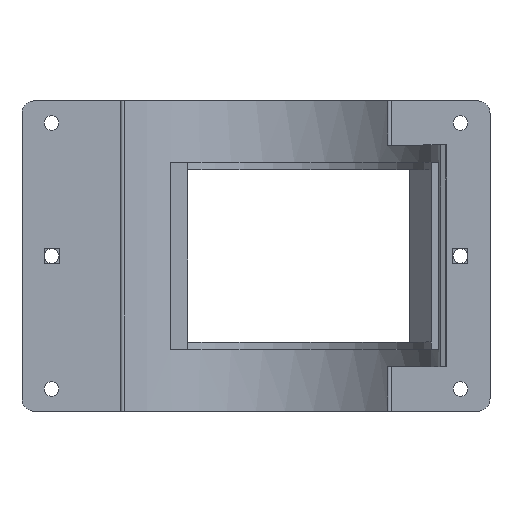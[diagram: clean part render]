
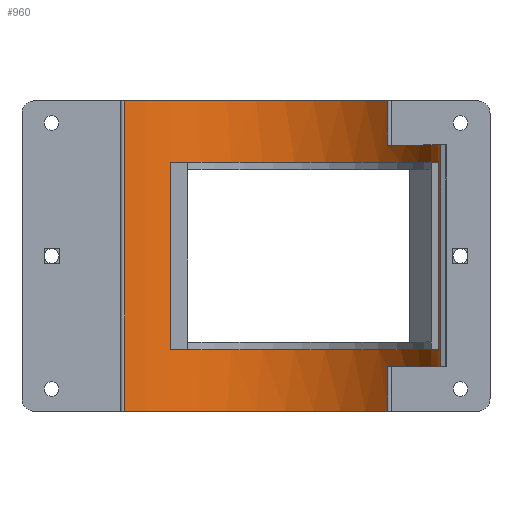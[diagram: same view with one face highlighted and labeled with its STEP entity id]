
A CAD part, top view. The second image highlights one B-rep face of the part: STEP entity #960.
In plain terms, the highlighted cylindrical face has radius 75.025 mm (diameter 150.05 mm), a partial arc.
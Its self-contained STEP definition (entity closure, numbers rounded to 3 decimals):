
#18=FACE_BOUND('',#126,.T.);
#70=FACE_OUTER_BOUND('',#125,.T.);
#125=EDGE_LOOP('',(#695,#696,#697,#698,#699,#700,#701,#702));
#126=EDGE_LOOP('',(#703,#704,#705,#706));
#202=LINE('',#1459,#302);
#209=LINE('',#1479,#309);
#210=LINE('',#1483,#310);
#211=LINE('',#1486,#311);
#212=LINE('',#1489,#312);
#213=LINE('',#1493,#313);
#302=VECTOR('',#1162,10.);
#309=VECTOR('',#1179,10.);
#310=VECTOR('',#1182,10.);
#311=VECTOR('',#1185,10.);
#312=VECTOR('',#1186,10.);
#313=VECTOR('',#1189,10.);
#393=CIRCLE('',#1040,75.025);
#395=CIRCLE('',#1043,75.025);
#396=CIRCLE('',#1044,75.025);
#397=CIRCLE('',#1045,75.025);
#398=CIRCLE('',#1046,75.025);
#399=CIRCLE('',#1047,75.025);
#445=VERTEX_POINT('',#1452);
#448=VERTEX_POINT('',#1457);
#449=VERTEX_POINT('',#1461);
#455=VERTEX_POINT('',#1476);
#456=VERTEX_POINT('',#1478);
#457=VERTEX_POINT('',#1480);
#458=VERTEX_POINT('',#1482);
#459=VERTEX_POINT('',#1484);
#460=VERTEX_POINT('',#1487);
#461=VERTEX_POINT('',#1488);
#462=VERTEX_POINT('',#1490);
#463=VERTEX_POINT('',#1492);
#542=EDGE_CURVE('',#448,#445,#202,.T.);
#543=EDGE_CURVE('',#445,#449,#393,.T.);
#551=EDGE_CURVE('',#448,#455,#395,.T.);
#552=EDGE_CURVE('',#455,#456,#209,.T.);
#553=EDGE_CURVE('',#457,#456,#396,.T.);
#554=EDGE_CURVE('',#458,#457,#210,.T.);
#555=EDGE_CURVE('',#458,#459,#397,.T.);
#556=EDGE_CURVE('',#449,#459,#211,.T.);
#557=EDGE_CURVE('',#460,#461,#212,.T.);
#558=EDGE_CURVE('',#462,#461,#398,.T.);
#559=EDGE_CURVE('',#463,#462,#213,.T.);
#560=EDGE_CURVE('',#463,#460,#399,.T.);
#695=ORIENTED_EDGE('',*,*,#542,.F.);
#696=ORIENTED_EDGE('',*,*,#551,.T.);
#697=ORIENTED_EDGE('',*,*,#552,.T.);
#698=ORIENTED_EDGE('',*,*,#553,.F.);
#699=ORIENTED_EDGE('',*,*,#554,.F.);
#700=ORIENTED_EDGE('',*,*,#555,.T.);
#701=ORIENTED_EDGE('',*,*,#556,.F.);
#702=ORIENTED_EDGE('',*,*,#543,.F.);
#703=ORIENTED_EDGE('',*,*,#557,.T.);
#704=ORIENTED_EDGE('',*,*,#558,.F.);
#705=ORIENTED_EDGE('',*,*,#559,.F.);
#706=ORIENTED_EDGE('',*,*,#560,.T.);
#939=CYLINDRICAL_SURFACE('',#1042,75.025);
#960=ADVANCED_FACE('',(#70,#18),#939,.F.);
#1040=AXIS2_PLACEMENT_3D('',#1462,#1165,#1166);
#1042=AXIS2_PLACEMENT_3D('',#1475,#1175,#1176);
#1043=AXIS2_PLACEMENT_3D('',#1477,#1177,#1178);
#1044=AXIS2_PLACEMENT_3D('',#1481,#1180,#1181);
#1045=AXIS2_PLACEMENT_3D('',#1485,#1183,#1184);
#1046=AXIS2_PLACEMENT_3D('',#1491,#1187,#1188);
#1047=AXIS2_PLACEMENT_3D('',#1494,#1190,#1191);
#1162=DIRECTION('',(0.,-1.,0.));
#1165=DIRECTION('center_axis',(0.,1.,0.));
#1166=DIRECTION('ref_axis',(-1.,0.,0.027));
#1175=DIRECTION('center_axis',(0.,1.,0.));
#1176=DIRECTION('ref_axis',(-1.,0.,0.027));
#1177=DIRECTION('center_axis',(0.,-1.,0.));
#1178=DIRECTION('ref_axis',(-0.988,0.,0.154));
#1179=DIRECTION('',(0.,1.,0.));
#1180=DIRECTION('center_axis',(0.,-1.,0.));
#1181=DIRECTION('ref_axis',(-0.988,0.,0.154));
#1182=DIRECTION('',(0.,-1.,0.));
#1183=DIRECTION('center_axis',(0.,1.,0.));
#1184=DIRECTION('ref_axis',(-1.,0.,0.027));
#1185=DIRECTION('',(0.,1.,0.));
#1186=DIRECTION('',(0.,1.,0.));
#1187=DIRECTION('center_axis',(0.,1.,0.));
#1188=DIRECTION('ref_axis',(0.462,0.,0.887));
#1189=DIRECTION('',(0.,1.,0.));
#1190=DIRECTION('center_axis',(0.,1.,0.));
#1191=DIRECTION('ref_axis',(0.462,0.,0.887));
#1452=CARTESIAN_POINT('',(53.29,-63.,-52.811));
#1457=CARTESIAN_POINT('',(53.29,-45.,-52.811));
#1459=CARTESIAN_POINT('',(53.29,0.,-52.811));
#1461=CARTESIAN_POINT('',(-53.29,-63.,-52.811));
#1462=CARTESIAN_POINT('Origin',(0.,-63.,0.));
#1475=CARTESIAN_POINT('Origin',(0.,0.,0.));
#1476=CARTESIAN_POINT('',(74.998,-45.,-2.025));
#1477=CARTESIAN_POINT('Origin',(0.,-45.,0.));
#1478=CARTESIAN_POINT('',(74.998,45.,-2.025));
#1479=CARTESIAN_POINT('',(74.998,0.,-2.025));
#1480=CARTESIAN_POINT('',(53.29,45.,-52.811));
#1481=CARTESIAN_POINT('Origin',(0.,45.,0.));
#1482=CARTESIAN_POINT('',(53.29,63.,-52.811));
#1483=CARTESIAN_POINT('',(53.29,0.,-52.811));
#1484=CARTESIAN_POINT('',(-53.29,63.,-52.811));
#1485=CARTESIAN_POINT('Origin',(0.,63.,0.));
#1486=CARTESIAN_POINT('',(-53.29,0.,-52.811));
#1487=CARTESIAN_POINT('',(-34.687,-38.,-66.525));
#1488=CARTESIAN_POINT('',(-34.687,38.,-66.525));
#1489=CARTESIAN_POINT('',(-34.687,0.,-66.525));
#1490=CARTESIAN_POINT('',(74.135,38.,-11.525));
#1491=CARTESIAN_POINT('Origin',(0.,38.,0.));
#1492=CARTESIAN_POINT('',(74.135,-38.,-11.525));
#1493=CARTESIAN_POINT('',(74.135,0.,-11.525));
#1494=CARTESIAN_POINT('Origin',(0.,-38.,0.));
